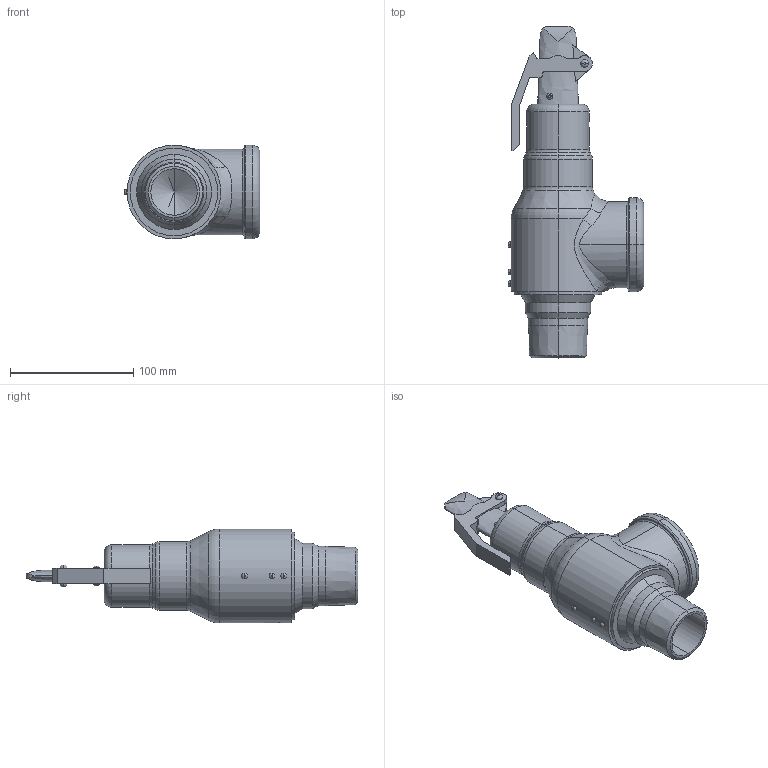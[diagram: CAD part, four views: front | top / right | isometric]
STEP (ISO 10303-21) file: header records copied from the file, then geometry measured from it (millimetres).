
FILE_DESCRIPTION (( 'STEP AP203' ), '1' );
FILE_NAME ('SRV.STEP', '2012-06-29T21:45:40', ( '' ), ( '' ), 'SwSTEP 2.0', 'SolidWorks 2011', '' );
FILE_SCHEMA (( 'CONFIG_CONTROL_DESIGN' ));
Length unit declared in the file: inch
Products named in the file (1): SRV
Bounding box: 110.49 x 269.88 x 76.2 mm (x, y, z)
Volume: 503724.7 mm3; surface area: 85230.6 mm2
Topology: 1 solids, 1 shells, 150 faces, 360 edges, 221 vertices
Faces by surface type: cylinder 51, plane 42, torus 31, cone 16, bspline 10
Entity records: 6796 total; most frequent: CARTESIAN_POINT 3307, ORIENTED_EDGE 716, DIRECTION 711, EDGE_CURVE 358, AXIS2_PLACEMENT_3D 293, VERTEX_POINT 221, EDGE_LOOP 165, CIRCLE 152
